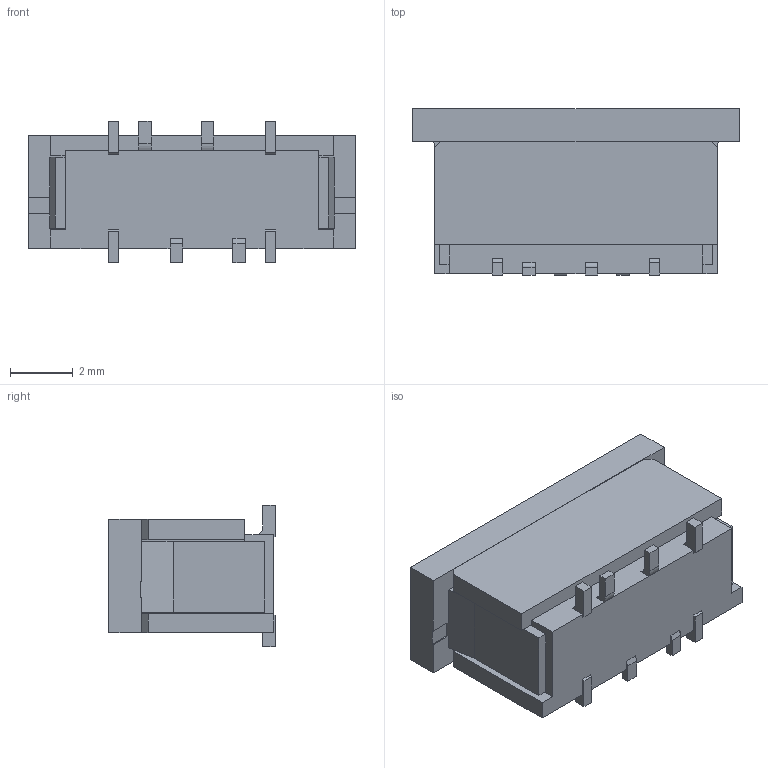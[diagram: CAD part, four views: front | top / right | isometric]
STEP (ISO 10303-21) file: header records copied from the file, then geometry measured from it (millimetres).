
FILE_DESCRIPTION (( 'STEP AP214' ), '1' );
FILE_NAME ('SFW4S-2STME1LF.STEP', '2023-06-09T06:09:18', ( '' ), ( '' ), 'SwSTEP 2.0', 'SolidWorks 2021', '' );
FILE_SCHEMA (( 'AUTOMOTIVE_DESIGN' ));
Length unit declared in the file: millimetre
Products named in the file (2): SFW4S-2STME1LF--3DModel-STEP-533217; SFW4S-2STME1LF
Assembly tree (1 placements, depth 2):
  SFW4S-2STME1LF
    SFW4S-2STME1LF--3DModel-STEP-533217
Bounding box: 10.4 x 5.3 x 4.5 mm (x, y, z)
Volume: 155 mm3; surface area: 329.1 mm2
Topology: 1 solids, 1 shells, 201 faces, 585 edges, 386 vertices
Faces by surface type: plane 190, cylinder 11
Entity records: 6594 total; most frequent: CARTESIAN_POINT 1191, ORIENTED_EDGE 1170, DIRECTION 1014, EDGE_CURVE 585, LINE 556, VECTOR 556, VERTEX_POINT 386, AXIS2_PLACEMENT_3D 229
